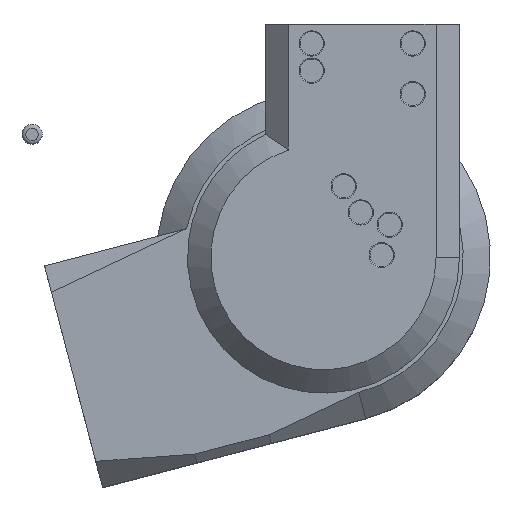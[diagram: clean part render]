
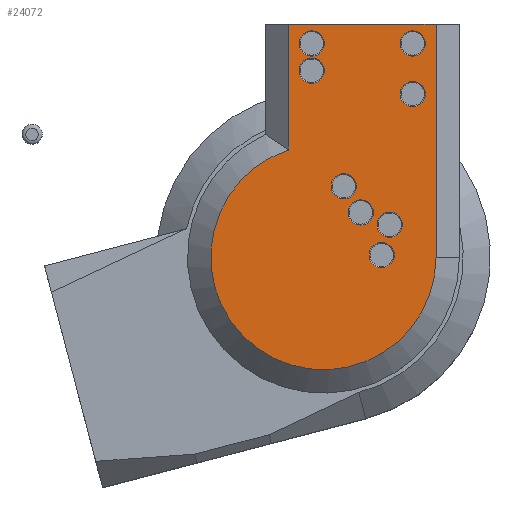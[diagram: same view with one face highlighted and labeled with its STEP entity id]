
A CAD part, top view. The second image highlights one B-rep face of the part: STEP entity #24072.
In plain terms, the highlighted planar face has unit normal (0, 0, 1).
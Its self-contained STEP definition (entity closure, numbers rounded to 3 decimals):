
#1060=FACE_BOUND('',#7988,.T.);
#1061=FACE_BOUND('',#7989,.T.);
#1062=FACE_BOUND('',#7990,.T.);
#1063=FACE_BOUND('',#7991,.T.);
#1064=FACE_BOUND('',#7992,.T.);
#1065=FACE_BOUND('',#7993,.T.);
#1066=FACE_BOUND('',#7994,.T.);
#1067=FACE_BOUND('',#7995,.T.);
#3234=LINE('',#49784,#4631);
#3237=LINE('',#49790,#4634);
#3239=LINE('',#49793,#4636);
#4631=VECTOR('',#34705,10.);
#4634=VECTOR('',#34710,10.);
#4636=VECTOR('',#34714,10.);
#5079=PLANE('',#27254);
#6379=FACE_OUTER_BOUND('',#7987,.T.);
#7987=EDGE_LOOP('',(#22487,#22488,#22489,#22490));
#7988=EDGE_LOOP('',(#22491));
#7989=EDGE_LOOP('',(#22492));
#7990=EDGE_LOOP('',(#22493));
#7991=EDGE_LOOP('',(#22494));
#7992=EDGE_LOOP('',(#22495));
#7993=EDGE_LOOP('',(#22496));
#7994=EDGE_LOOP('',(#22497));
#7995=EDGE_LOOP('',(#22498));
#9617=CIRCLE('',#27210,3.25);
#9620=CIRCLE('',#27215,3.25);
#9623=CIRCLE('',#27220,3.25);
#9626=CIRCLE('',#27225,3.25);
#9639=CIRCLE('',#27251,29.);
#9640=CIRCLE('',#27255,3.25);
#9641=CIRCLE('',#27256,3.25);
#9642=CIRCLE('',#27257,3.25);
#9643=CIRCLE('',#27258,3.25);
#12025=VERTEX_POINT('',#49581);
#12028=VERTEX_POINT('',#49589);
#12031=VERTEX_POINT('',#49597);
#12034=VERTEX_POINT('',#49605);
#12062=VERTEX_POINT('',#49774);
#12063=VERTEX_POINT('',#49776);
#12064=VERTEX_POINT('',#49783);
#12066=VERTEX_POINT('',#49788);
#12067=VERTEX_POINT('',#49794);
#12068=VERTEX_POINT('',#49796);
#12069=VERTEX_POINT('',#49798);
#12070=VERTEX_POINT('',#49800);
#15512=EDGE_CURVE('',#12025,#12025,#9617,.T.);
#15515=EDGE_CURVE('',#12028,#12028,#9620,.T.);
#15518=EDGE_CURVE('',#12031,#12031,#9623,.T.);
#15521=EDGE_CURVE('',#12034,#12034,#9626,.T.);
#15558=EDGE_CURVE('',#12062,#12063,#9639,.T.);
#15560=EDGE_CURVE('',#12063,#12064,#3234,.T.);
#15563=EDGE_CURVE('',#12066,#12062,#3237,.T.);
#15565=EDGE_CURVE('',#12066,#12064,#3239,.T.);
#15566=EDGE_CURVE('',#12067,#12067,#9640,.T.);
#15567=EDGE_CURVE('',#12068,#12068,#9641,.T.);
#15568=EDGE_CURVE('',#12069,#12069,#9642,.T.);
#15569=EDGE_CURVE('',#12070,#12070,#9643,.T.);
#22487=ORIENTED_EDGE('',*,*,#15560,.F.);
#22488=ORIENTED_EDGE('',*,*,#15558,.F.);
#22489=ORIENTED_EDGE('',*,*,#15563,.F.);
#22490=ORIENTED_EDGE('',*,*,#15565,.T.);
#22491=ORIENTED_EDGE('',*,*,#15512,.T.);
#22492=ORIENTED_EDGE('',*,*,#15521,.T.);
#22493=ORIENTED_EDGE('',*,*,#15518,.T.);
#22494=ORIENTED_EDGE('',*,*,#15515,.T.);
#22495=ORIENTED_EDGE('',*,*,#15566,.T.);
#22496=ORIENTED_EDGE('',*,*,#15567,.T.);
#22497=ORIENTED_EDGE('',*,*,#15568,.T.);
#22498=ORIENTED_EDGE('',*,*,#15569,.T.);
#24072=ADVANCED_FACE('',(#6379,#1060,#1061,#1062,#1063,#1064,#1065,#1066,
#1067),#5079,.T.);
#27210=AXIS2_PLACEMENT_3D('',#49582,#34604,#34605);
#27215=AXIS2_PLACEMENT_3D('',#49590,#34614,#34615);
#27220=AXIS2_PLACEMENT_3D('',#49598,#34624,#34625);
#27225=AXIS2_PLACEMENT_3D('',#49606,#34634,#34635);
#27251=AXIS2_PLACEMENT_3D('',#49777,#34701,#34702);
#27254=AXIS2_PLACEMENT_3D('',#49792,#34712,#34713);
#27255=AXIS2_PLACEMENT_3D('',#49795,#34715,#34716);
#27256=AXIS2_PLACEMENT_3D('',#49797,#34717,#34718);
#27257=AXIS2_PLACEMENT_3D('',#49799,#34719,#34720);
#27258=AXIS2_PLACEMENT_3D('',#49801,#34721,#34722);
#34604=DIRECTION('center_axis',(0.,0.,-1.));
#34605=DIRECTION('ref_axis',(1.,0.,0.));
#34614=DIRECTION('center_axis',(0.,0.,-1.));
#34615=DIRECTION('ref_axis',(1.,0.,0.));
#34624=DIRECTION('center_axis',(0.,0.,-1.));
#34625=DIRECTION('ref_axis',(1.,0.,0.));
#34634=DIRECTION('center_axis',(0.,0.,-1.));
#34635=DIRECTION('ref_axis',(1.,0.,0.));
#34701=DIRECTION('center_axis',(0.,0.,-1.));
#34702=DIRECTION('ref_axis',(-1.,0.,0.));
#34705=DIRECTION('',(1.,0.,0.));
#34710=DIRECTION('',(-1.,0.,0.));
#34712=DIRECTION('center_axis',(0.,0.,1.));
#34713=DIRECTION('ref_axis',(1.,0.,0.));
#34714=DIRECTION('',(0.,1.,0.));
#34715=DIRECTION('center_axis',(0.,0.,-1.));
#34716=DIRECTION('ref_axis',(1.,0.,0.));
#34717=DIRECTION('center_axis',(0.,0.,-1.));
#34718=DIRECTION('ref_axis',(1.,0.,0.));
#34719=DIRECTION('center_axis',(0.,0.,-1.));
#34720=DIRECTION('ref_axis',(1.,0.,0.));
#34721=DIRECTION('center_axis',(0.,0.,-1.));
#34722=DIRECTION('ref_axis',(1.,0.,0.));
#49581=CARTESIAN_POINT('',(45.25,-23.,23.));
#49582=CARTESIAN_POINT('Origin',(42.,-23.,23.));
#49589=CARTESIAN_POINT('',(51.25,3.,23.));
#49590=CARTESIAN_POINT('Origin',(48.,3.,23.));
#49597=CARTESIAN_POINT('',(58.25,-23.,23.));
#49598=CARTESIAN_POINT('Origin',(55.,-23.,23.));
#49605=CARTESIAN_POINT('',(58.25,3.,23.));
#49606=CARTESIAN_POINT('Origin',(55.,3.,23.));
#49774=CARTESIAN_POINT('',(0.,-29.,23.));
#49776=CARTESIAN_POINT('',(27.568,9.,23.));
#49777=CARTESIAN_POINT('Origin',(0.,0.,23.));
#49783=CARTESIAN_POINT('',(60.,9.,23.));
#49784=CARTESIAN_POINT('',(49.38,9.,23.));
#49788=CARTESIAN_POINT('',(60.,-29.,23.));
#49790=CARTESIAN_POINT('',(19.38,-29.,23.));
#49792=CARTESIAN_POINT('Origin',(38.761,-15.711,23.));
#49793=CARTESIAN_POINT('',(60.,-35.,23.));
#49794=CARTESIAN_POINT('',(21.514,-5.237,23.));
#49795=CARTESIAN_POINT('Origin',(18.264,-5.237,23.));
#49796=CARTESIAN_POINT('',(11.579,-17.077,23.));
#49797=CARTESIAN_POINT('Origin',(8.329,-17.077,23.));
#49798=CARTESIAN_POINT('',(3.773,-14.991,23.));
#49799=CARTESIAN_POINT('Origin',(0.523,-14.991,23.));
#49800=CARTESIAN_POINT('',(14.741,-9.642,23.));
#49801=CARTESIAN_POINT('Origin',(11.491,-9.642,23.));
